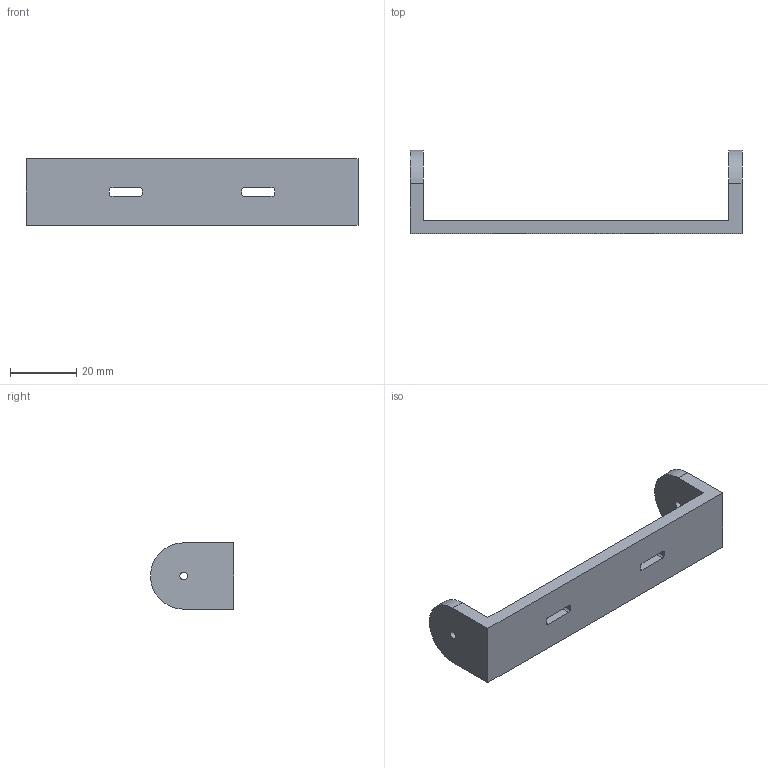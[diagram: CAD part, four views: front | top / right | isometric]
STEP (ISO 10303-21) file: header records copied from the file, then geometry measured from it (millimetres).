
FILE_DESCRIPTION(/* description */ (''),/* implementation_level */ '2;1');
FILE_NAME(/* name */ 'CameraMountBottom v1.step',/* time_stamp */ '2024-11-01T14:33:54-07:00',/* author */ (''),/* organization */ (''),/* preprocessor_version */ 'ST-DEVELOPER v20',/* originating_system */ 'Autodesk Translation Framework v13.20.0.188',/* authorisation */ '');
FILE_SCHEMA (('AUTOMOTIVE_DESIGN { 1 0 10303 214 3 1 1 }'));
Length unit declared in the file: millimetre
Products named in the file (1): CameraMountBottom
Bounding box: 100 x 25 x 20 mm (x, y, z)
Volume: 10731.3 mm3; surface area: 7108.7 mm2
Topology: 1 solids, 1 shells, 335 faces, 969 edges, 646 vertices
Faces by surface type: bspline 287, plane 36, cylinder 12
Full cylindrical faces by diameter (mm): 2.3 x2
Entity records: 11717 total; most frequent: CARTESIAN_POINT 5682, ORIENTED_EDGE 1938, EDGE_CURVE 969, VERTEX_POINT 646, DIRECTION 517, LINE 371, VECTOR 371, EDGE_LOOP 353
